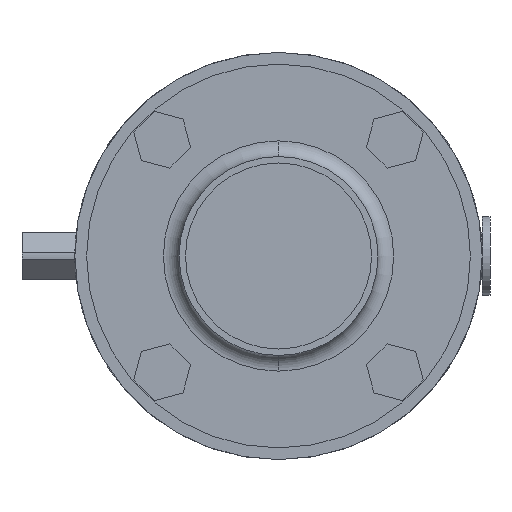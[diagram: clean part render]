
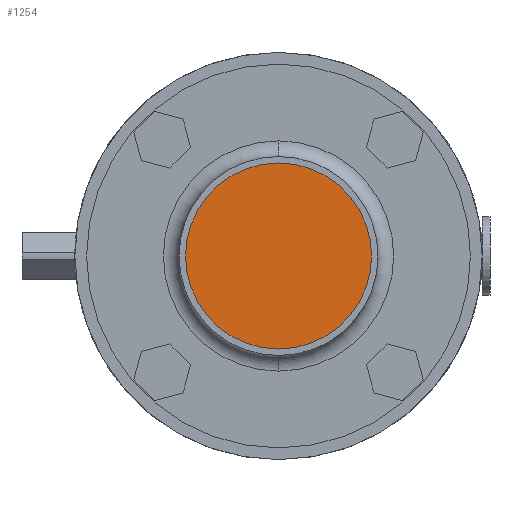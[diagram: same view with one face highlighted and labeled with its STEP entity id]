
A CAD part, left-side view. The second image highlights one B-rep face of the part: STEP entity #1254.
In plain terms, the highlighted face is planar.
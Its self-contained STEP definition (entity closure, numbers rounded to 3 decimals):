
#227 = CARTESIAN_POINT ( 'NONE',  ( 10., 0., 0. ) ) ;
#456 = CARTESIAN_POINT ( 'NONE',  ( 10., 0., 0. ) ) ;
#475 = AXIS2_PLACEMENT_3D ( 'NONE', #1322, #1724, #921 ) ;
#697 = DIRECTION ( 'NONE',  ( -1., 0., 0. ) ) ;
#734 = AXIS2_PLACEMENT_3D ( 'NONE', #227, #839, #2285 ) ;
#807 = CIRCLE ( 'NONE', #734, 23.75 ) ;
#839 = DIRECTION ( 'NONE',  ( -1., 0., 0. ) ) ;
#874 = CARTESIAN_POINT ( 'NONE',  ( 10., 0., -23.75 ) ) ;
#900 = CIRCLE ( 'NONE', #1450, 23.75 ) ;
#921 = DIRECTION ( 'NONE',  ( 0., 0., 1. ) ) ;
#1254 = ADVANCED_FACE ( 'NONE', ( #2476 ), #1936, .F. ) ;
#1322 = CARTESIAN_POINT ( 'NONE',  ( 10., 23.75, 0. ) ) ;
#1340 = CARTESIAN_POINT ( 'NONE',  ( 10., 0., 23.75 ) ) ;
#1357 = ORIENTED_EDGE ( 'NONE', *, *, #1631, .F. ) ;
#1450 = AXIS2_PLACEMENT_3D ( 'NONE', #456, #697, #2522 ) ;
#1561 = VERTEX_POINT ( 'NONE', #874 ) ;
#1631 = EDGE_CURVE ( 'NONE', #1561, #2305, #900, .T. ) ;
#1716 = EDGE_LOOP ( 'NONE', ( #2160, #1357 ) ) ;
#1724 = DIRECTION ( 'NONE',  ( -1., 0., 0. ) ) ;
#1936 = PLANE ( 'NONE',  #475 ) ;
#2060 = EDGE_CURVE ( 'NONE', #2305, #1561, #807, .T. ) ;
#2160 = ORIENTED_EDGE ( 'NONE', *, *, #2060, .F. ) ;
#2285 = DIRECTION ( 'NONE',  ( 0., 0., 1. ) ) ;
#2305 = VERTEX_POINT ( 'NONE', #1340 ) ;
#2476 = FACE_OUTER_BOUND ( 'NONE', #1716, .T. ) ;
#2522 = DIRECTION ( 'NONE',  ( 0., 0., 1. ) ) ;
